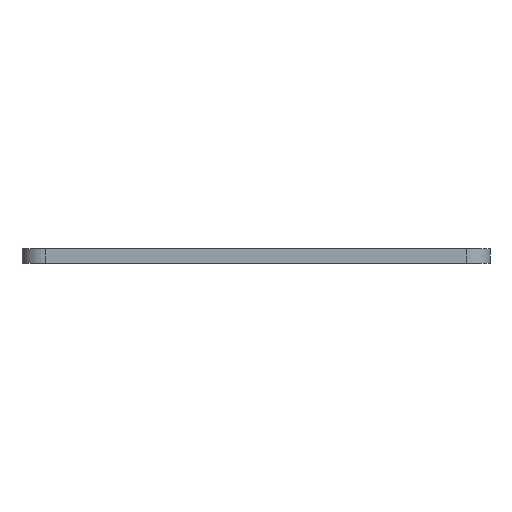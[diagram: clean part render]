
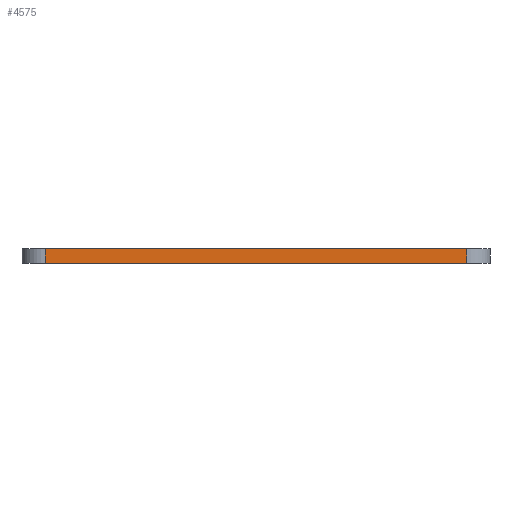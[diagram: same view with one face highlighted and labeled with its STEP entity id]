
A CAD part, front view. The second image highlights one B-rep face of the part: STEP entity #4575.
In plain terms, the highlighted planar face has unit normal (0, -1, 0).
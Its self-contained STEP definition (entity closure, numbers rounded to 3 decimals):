
#84 = PLANE('',#85);
#85 = AXIS2_PLACEMENT_3D('',#86,#87,#88);
#86 = CARTESIAN_POINT('',(148.442,-105.004,1.6));
#87 = DIRECTION('',(0.,0.,1.));
#88 = DIRECTION('',(1.,0.,-0.));
#139 = PLANE('',#140);
#140 = AXIS2_PLACEMENT_3D('',#141,#142,#143);
#141 = CARTESIAN_POINT('',(148.442,-105.004,0.));
#142 = DIRECTION('',(0.,0.,1.));
#143 = DIRECTION('',(1.,0.,-0.));
#416 = VERTEX_POINT('',#417);
#417 = CARTESIAN_POINT('',(125.641,-116.434,0.));
#432 = CYLINDRICAL_SURFACE('',#433,2.54);
#433 = AXIS2_PLACEMENT_3D('',#434,#435,#436);
#434 = CARTESIAN_POINT('',(125.641,-113.894,0.));
#435 = DIRECTION('',(-0.,-0.,-1.));
#436 = DIRECTION('',(1.,0.,-0.));
#444 = EDGE_CURVE('',#445,#416,#447,.T.);
#445 = VERTEX_POINT('',#446);
#446 = CARTESIAN_POINT('',(171.361,-116.434,0.));
#447 = SURFACE_CURVE('',#448,(#452,#459),.PCURVE_S1.);
#448 = LINE('',#449,#450);
#449 = CARTESIAN_POINT('',(171.361,-116.434,0.));
#450 = VECTOR('',#451,1.);
#451 = DIRECTION('',(-1.,0.,0.));
#452 = PCURVE('',#139,#453);
#453 = DEFINITIONAL_REPRESENTATION('',(#454),#458);
#454 = LINE('',#455,#456);
#455 = CARTESIAN_POINT('',(22.919,-11.43));
#456 = VECTOR('',#457,1.);
#457 = DIRECTION('',(-1.,0.));
#458 = ( GEOMETRIC_REPRESENTATION_CONTEXT(2) 
PARAMETRIC_REPRESENTATION_CONTEXT() REPRESENTATION_CONTEXT('2D SPACE',''
  ) );
#459 = PCURVE('',#460,#465);
#460 = PLANE('',#461);
#461 = AXIS2_PLACEMENT_3D('',#462,#463,#464);
#462 = CARTESIAN_POINT('',(171.361,-116.434,0.));
#463 = DIRECTION('',(0.,-1.,0.));
#464 = DIRECTION('',(-1.,0.,0.));
#465 = DEFINITIONAL_REPRESENTATION('',(#466),#470);
#466 = LINE('',#467,#468);
#467 = CARTESIAN_POINT('',(0.,0.));
#468 = VECTOR('',#469,1.);
#469 = DIRECTION('',(1.,0.));
#470 = ( GEOMETRIC_REPRESENTATION_CONTEXT(2) 
PARAMETRIC_REPRESENTATION_CONTEXT() REPRESENTATION_CONTEXT('2D SPACE',''
  ) );
#489 = CYLINDRICAL_SURFACE('',#490,2.54);
#490 = AXIS2_PLACEMENT_3D('',#491,#492,#493);
#491 = CARTESIAN_POINT('',(171.361,-113.894,0.));
#492 = DIRECTION('',(-0.,-0.,-1.));
#493 = DIRECTION('',(1.,0.,-0.));
#2634 = VERTEX_POINT('',#2635);
#2635 = CARTESIAN_POINT('',(125.641,-116.434,1.6));
#2657 = EDGE_CURVE('',#2658,#2634,#2660,.T.);
#2658 = VERTEX_POINT('',#2659);
#2659 = CARTESIAN_POINT('',(171.361,-116.434,1.6));
#2660 = SURFACE_CURVE('',#2661,(#2665,#2672),.PCURVE_S1.);
#2661 = LINE('',#2662,#2663);
#2662 = CARTESIAN_POINT('',(171.361,-116.434,1.6));
#2663 = VECTOR('',#2664,1.);
#2664 = DIRECTION('',(-1.,0.,0.));
#2665 = PCURVE('',#84,#2666);
#2666 = DEFINITIONAL_REPRESENTATION('',(#2667),#2671);
#2667 = LINE('',#2668,#2669);
#2668 = CARTESIAN_POINT('',(22.919,-11.43));
#2669 = VECTOR('',#2670,1.);
#2670 = DIRECTION('',(-1.,0.));
#2671 = ( GEOMETRIC_REPRESENTATION_CONTEXT(2) 
PARAMETRIC_REPRESENTATION_CONTEXT() REPRESENTATION_CONTEXT('2D SPACE',''
  ) );
#2672 = PCURVE('',#460,#2673);
#2673 = DEFINITIONAL_REPRESENTATION('',(#2674),#2678);
#2674 = LINE('',#2675,#2676);
#2675 = CARTESIAN_POINT('',(0.,-1.6));
#2676 = VECTOR('',#2677,1.);
#2677 = DIRECTION('',(1.,0.));
#2678 = ( GEOMETRIC_REPRESENTATION_CONTEXT(2) 
PARAMETRIC_REPRESENTATION_CONTEXT() REPRESENTATION_CONTEXT('2D SPACE',''
  ) );
#4525 = EDGE_CURVE('',#445,#2658,#4526,.T.);
#4526 = SURFACE_CURVE('',#4527,(#4531,#4538),.PCURVE_S1.);
#4527 = LINE('',#4528,#4529);
#4528 = CARTESIAN_POINT('',(171.361,-116.434,0.));
#4529 = VECTOR('',#4530,1.);
#4530 = DIRECTION('',(0.,0.,1.));
#4531 = PCURVE('',#489,#4532);
#4532 = DEFINITIONAL_REPRESENTATION('',(#4533),#4537);
#4533 = LINE('',#4534,#4535);
#4534 = CARTESIAN_POINT('',(-4.712,0.));
#4535 = VECTOR('',#4536,1.);
#4536 = DIRECTION('',(-0.,-1.));
#4537 = ( GEOMETRIC_REPRESENTATION_CONTEXT(2) 
PARAMETRIC_REPRESENTATION_CONTEXT() REPRESENTATION_CONTEXT('2D SPACE',''
  ) );
#4538 = PCURVE('',#460,#4539);
#4539 = DEFINITIONAL_REPRESENTATION('',(#4540),#4544);
#4540 = LINE('',#4541,#4542);
#4541 = CARTESIAN_POINT('',(0.,0.));
#4542 = VECTOR('',#4543,1.);
#4543 = DIRECTION('',(0.,-1.));
#4544 = ( GEOMETRIC_REPRESENTATION_CONTEXT(2) 
PARAMETRIC_REPRESENTATION_CONTEXT() REPRESENTATION_CONTEXT('2D SPACE',''
  ) );
#4575 = ADVANCED_FACE('',(#4576),#460,.T.);
#4576 = FACE_BOUND('',#4577,.T.);
#4577 = EDGE_LOOP('',(#4578,#4579,#4580,#4601));
#4578 = ORIENTED_EDGE('',*,*,#4525,.T.);
#4579 = ORIENTED_EDGE('',*,*,#2657,.T.);
#4580 = ORIENTED_EDGE('',*,*,#4581,.F.);
#4581 = EDGE_CURVE('',#416,#2634,#4582,.T.);
#4582 = SURFACE_CURVE('',#4583,(#4587,#4594),.PCURVE_S1.);
#4583 = LINE('',#4584,#4585);
#4584 = CARTESIAN_POINT('',(125.641,-116.434,0.));
#4585 = VECTOR('',#4586,1.);
#4586 = DIRECTION('',(0.,0.,1.));
#4587 = PCURVE('',#460,#4588);
#4588 = DEFINITIONAL_REPRESENTATION('',(#4589),#4593);
#4589 = LINE('',#4590,#4591);
#4590 = CARTESIAN_POINT('',(45.72,0.));
#4591 = VECTOR('',#4592,1.);
#4592 = DIRECTION('',(0.,-1.));
#4593 = ( GEOMETRIC_REPRESENTATION_CONTEXT(2) 
PARAMETRIC_REPRESENTATION_CONTEXT() REPRESENTATION_CONTEXT('2D SPACE',''
  ) );
#4594 = PCURVE('',#432,#4595);
#4595 = DEFINITIONAL_REPRESENTATION('',(#4596),#4600);
#4596 = LINE('',#4597,#4598);
#4597 = CARTESIAN_POINT('',(-4.712,0.));
#4598 = VECTOR('',#4599,1.);
#4599 = DIRECTION('',(-0.,-1.));
#4600 = ( GEOMETRIC_REPRESENTATION_CONTEXT(2) 
PARAMETRIC_REPRESENTATION_CONTEXT() REPRESENTATION_CONTEXT('2D SPACE',''
  ) );
#4601 = ORIENTED_EDGE('',*,*,#444,.F.);
